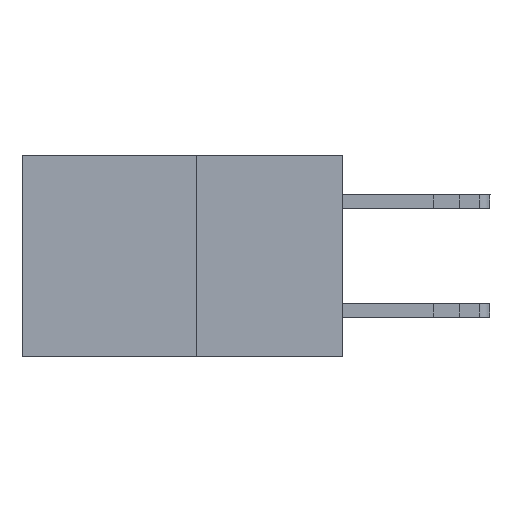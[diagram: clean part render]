
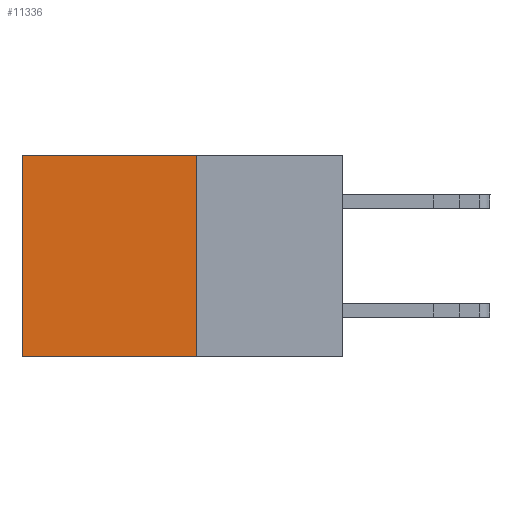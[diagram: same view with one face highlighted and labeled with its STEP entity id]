
A CAD part, left-side view. The second image highlights one B-rep face of the part: STEP entity #11336.
In plain terms, the highlighted planar face has unit normal (-1, 0, 0).
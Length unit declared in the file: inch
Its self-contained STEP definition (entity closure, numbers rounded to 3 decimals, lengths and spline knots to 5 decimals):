
#629 = EDGE_CURVE ( 'NONE', #3236, #2873, #20210, .T. ) ;
#1365 = CARTESIAN_POINT ( 'NONE',  ( 0.277, 0.59, -0.37 ) ) ;
#2145 = ORIENTED_EDGE ( 'NONE', *, *, #20521, .F. ) ;
#2380 = DIRECTION ( 'NONE',  ( 1., 0., 0. ) ) ;
#2873 = VERTEX_POINT ( 'NONE', #17846 ) ;
#3236 = VERTEX_POINT ( 'NONE', #18317 ) ;
#4101 = EDGE_CURVE ( 'NONE', #19693, #3236, #9145, .T. ) ;
#4263 = LINE ( 'NONE', #5634, #13146 ) ;
#4470 = VECTOR ( 'NONE', #5890, 39.37008 ) ;
#5634 = CARTESIAN_POINT ( 'NONE',  ( 0.277, 0.27, -0.37 ) ) ;
#5890 = DIRECTION ( 'NONE',  ( 0., 0., -1. ) ) ;
#6328 = CARTESIAN_POINT ( 'NONE',  ( 0.277, 0.27, -0.37 ) ) ;
#7266 = ORIENTED_EDGE ( 'NONE', *, *, #13094, .F. ) ;
#7421 = VECTOR ( 'NONE', #12380, 39.37008 ) ;
#7436 = VERTEX_POINT ( 'NONE', #14915 ) ;
#7994 = VECTOR ( 'NONE', #11119, 39.37008 ) ;
#8463 = FACE_OUTER_BOUND ( 'NONE', #16742, .T. ) ;
#8476 = ORIENTED_EDGE ( 'NONE', *, *, #629, .T. ) ;
#9145 = LINE ( 'NONE', #15528, #7421 ) ;
#10227 = PLANE ( 'NONE',  #14934 ) ;
#11119 = DIRECTION ( 'NONE',  ( 0., 0., -1. ) ) ;
#11336 = ADVANCED_FACE ( 'NONE', ( #8463 ), #10227, .F. ) ;
#12380 = DIRECTION ( 'NONE',  ( 0., 1., 0. ) ) ;
#12390 = CARTESIAN_POINT ( 'NONE',  ( 0.277, 0.27, 0. ) ) ;
#13094 = EDGE_CURVE ( 'NONE', #19693, #7436, #19197, .T. ) ;
#13146 = VECTOR ( 'NONE', #20276, 39.37008 ) ;
#14896 = ORIENTED_EDGE ( 'NONE', *, *, #4101, .T. ) ;
#14915 = CARTESIAN_POINT ( 'NONE',  ( 0.277, 0.27, -0.37 ) ) ;
#14934 = AXIS2_PLACEMENT_3D ( 'NONE', #18092, #2380, #16611 ) ;
#15528 = CARTESIAN_POINT ( 'NONE',  ( 0.277, 0.27, 0. ) ) ;
#16611 = DIRECTION ( 'NONE',  ( 0., 0., -1. ) ) ;
#16742 = EDGE_LOOP ( 'NONE', ( #8476, #2145, #7266, #14896 ) ) ;
#17846 = CARTESIAN_POINT ( 'NONE',  ( 0.277, 0.59, -0.37 ) ) ;
#18092 = CARTESIAN_POINT ( 'NONE',  ( 0.277, 0.27, -0.37 ) ) ;
#18317 = CARTESIAN_POINT ( 'NONE',  ( 0.277, 0.59, 0. ) ) ;
#19197 = LINE ( 'NONE', #6328, #7994 ) ;
#19693 = VERTEX_POINT ( 'NONE', #12390 ) ;
#20210 = LINE ( 'NONE', #1365, #4470 ) ;
#20276 = DIRECTION ( 'NONE',  ( 0., 1., 0. ) ) ;
#20521 = EDGE_CURVE ( 'NONE', #7436, #2873, #4263, .T. ) ;
